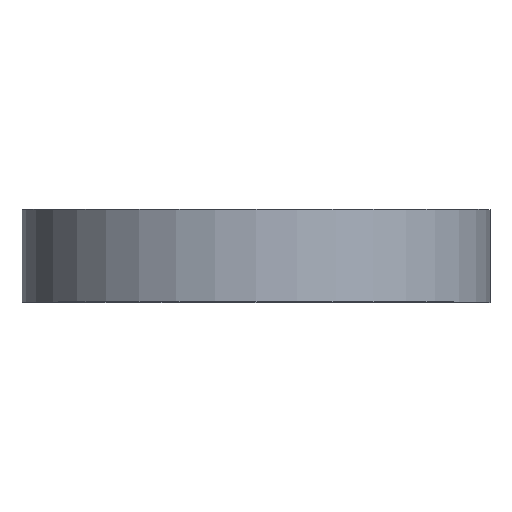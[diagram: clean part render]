
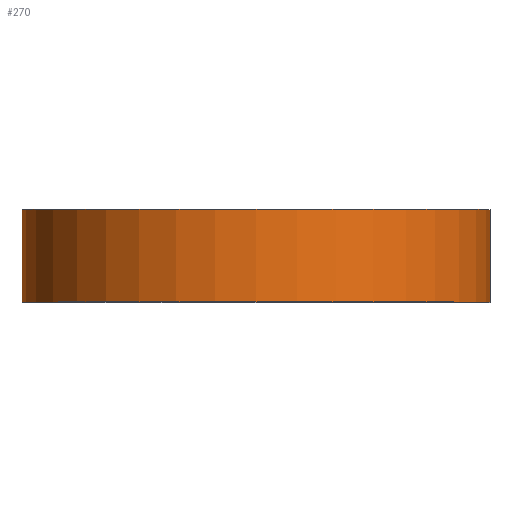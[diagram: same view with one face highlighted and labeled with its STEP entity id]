
A CAD part, top view. The second image highlights one B-rep face of the part: STEP entity #270.
In plain terms, the highlighted cylindrical face has radius 40.107 mm (diameter 80.213 mm), a partial arc.
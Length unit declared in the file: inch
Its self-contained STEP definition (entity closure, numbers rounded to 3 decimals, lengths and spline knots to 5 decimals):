
#18 = VERTEX_POINT ( 'NONE', #386 ) ;
#56 = CARTESIAN_POINT ( 'NONE',  ( 0., 0.3125, -1.579 ) ) ;
#58 = CARTESIAN_POINT ( 'NONE',  ( 0., 0.3125, 0. ) ) ;
#76 = DIRECTION ( 'NONE',  ( 0., -1., 0. ) ) ;
#83 = VERTEX_POINT ( 'NONE', #586 ) ;
#95 = ORIENTED_EDGE ( 'NONE', *, *, #285, .T. ) ;
#96 = EDGE_CURVE ( 'NONE', #620, #83, #584, .T. ) ;
#105 = CYLINDRICAL_SURFACE ( 'NONE', #122, 1.579 ) ;
#108 = CARTESIAN_POINT ( 'NONE',  ( 0., -0.3125, -1.579 ) ) ;
#122 = AXIS2_PLACEMENT_3D ( 'NONE', #58, #623, #316 ) ;
#123 = EDGE_CURVE ( 'NONE', #18, #663, #646, .T. ) ;
#213 = EDGE_CURVE ( 'NONE', #18, #620, #722, .T. ) ;
#267 = DIRECTION ( 'NONE',  ( 1., 0., 0. ) ) ;
#270 = ADVANCED_FACE ( 'NONE', ( #526 ), #105, .T. ) ;
#285 = EDGE_CURVE ( 'NONE', #663, #83, #729, .T. ) ;
#299 = CARTESIAN_POINT ( 'NONE',  ( 0., 0.3125, 0. ) ) ;
#308 = DIRECTION ( 'NONE',  ( 1., 0., 0. ) ) ;
#310 = DIRECTION ( 'NONE',  ( 0., 1., 0. ) ) ;
#314 = CARTESIAN_POINT ( 'NONE',  ( 0., -0.3125, 0. ) ) ;
#316 = DIRECTION ( 'NONE',  ( 0., 0., -1. ) ) ;
#325 = DIRECTION ( 'NONE',  ( 0., 1., 0. ) ) ;
#377 = CARTESIAN_POINT ( 'NONE',  ( 1.579, 0.3125, 0. ) ) ;
#386 = CARTESIAN_POINT ( 'NONE',  ( 0., 0.3125, -1.579 ) ) ;
#526 = FACE_OUTER_BOUND ( 'NONE', #716, .T. ) ;
#530 = AXIS2_PLACEMENT_3D ( 'NONE', #299, #325, #267 ) ;
#540 = ORIENTED_EDGE ( 'NONE', *, *, #123, .T. ) ;
#582 = VECTOR ( 'NONE', #590, 39.37008 ) ;
#583 = CARTESIAN_POINT ( 'NONE',  ( 1.579, 0.3125, 0. ) ) ;
#584 = LINE ( 'NONE', #583, #582 ) ;
#586 = CARTESIAN_POINT ( 'NONE',  ( 1.579, -0.3125, 0. ) ) ;
#590 = DIRECTION ( 'NONE',  ( 0., -1., 0. ) ) ;
#613 = ORIENTED_EDGE ( 'NONE', *, *, #96, .F. ) ;
#620 = VERTEX_POINT ( 'NONE', #377 ) ;
#623 = DIRECTION ( 'NONE',  ( 0., -1., 0. ) ) ;
#646 = LINE ( 'NONE', #56, #688 ) ;
#651 = ORIENTED_EDGE ( 'NONE', *, *, #213, .F. ) ;
#663 = VERTEX_POINT ( 'NONE', #108 ) ;
#679 = AXIS2_PLACEMENT_3D ( 'NONE', #314, #310, #308 ) ;
#688 = VECTOR ( 'NONE', #76, 39.37008 ) ;
#716 = EDGE_LOOP ( 'NONE', ( #95, #613, #651, #540 ) ) ;
#722 = CIRCLE ( 'NONE', #530, 1.579 ) ;
#729 = CIRCLE ( 'NONE', #679, 1.579 ) ;
